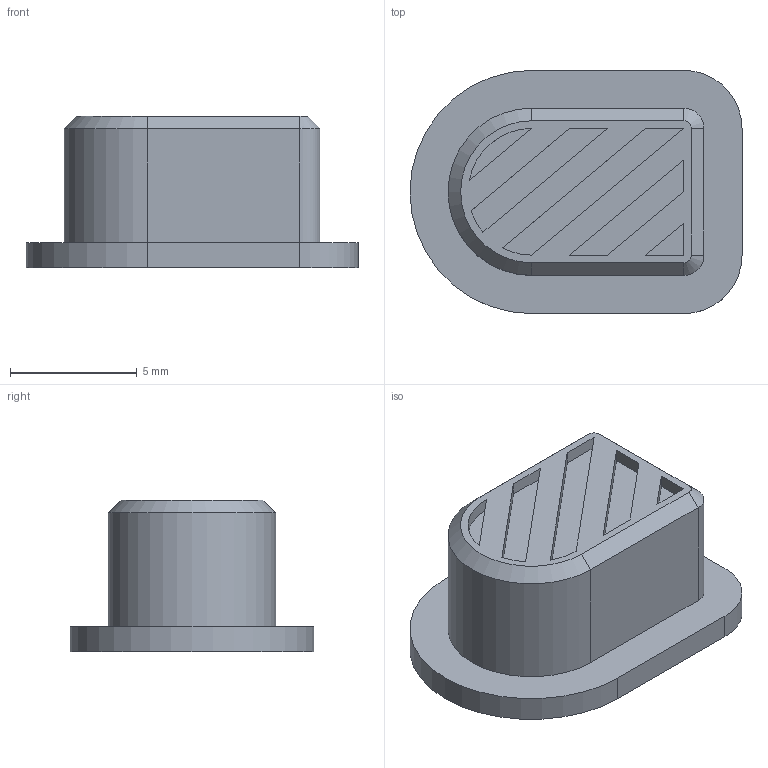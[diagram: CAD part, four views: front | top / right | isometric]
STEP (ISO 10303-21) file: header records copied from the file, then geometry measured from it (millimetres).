
FILE_DESCRIPTION(/* description */ (''),/* implementation_level */ '2;1');
FILE_NAME(/* name */ 'Front Button.step',/* time_stamp */ '2025-12-08T23:32:51+05:30',/* author */ (''),/* organization */ (''),/* preprocessor_version */ 'ST-DEVELOPER v20.1',/* originating_system */ 'Autodesk Translation Framework v14.21.0.0',/* authorisation */ '');
FILE_SCHEMA (('AUTOMOTIVE_DESIGN { 1 0 10303 214 3 1 1 }'));
Length unit declared in the file: millimetre
Products named in the file (1): FusionComponent
Bounding box: 13.1 x 9.6 x 5.99 mm (x, y, z)
Volume: 408 mm3; surface area: 434.4 mm2
Topology: 1 solids, 1 shells, 43 faces, 99 edges, 64 vertices
Faces by surface type: plane 31, cylinder 9, cone 3
Entity records: 1246 total; most frequent: DIRECTION 208, CARTESIAN_POINT 207, ORIENTED_EDGE 198, EDGE_CURVE 99, LINE 78, VECTOR 78, AXIS2_PLACEMENT_3D 65, VERTEX_POINT 64
